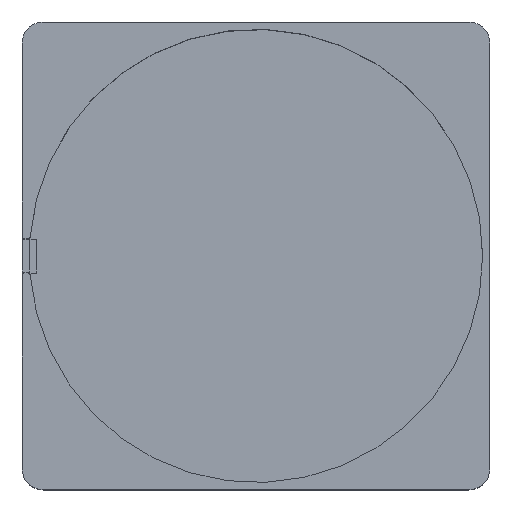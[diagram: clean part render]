
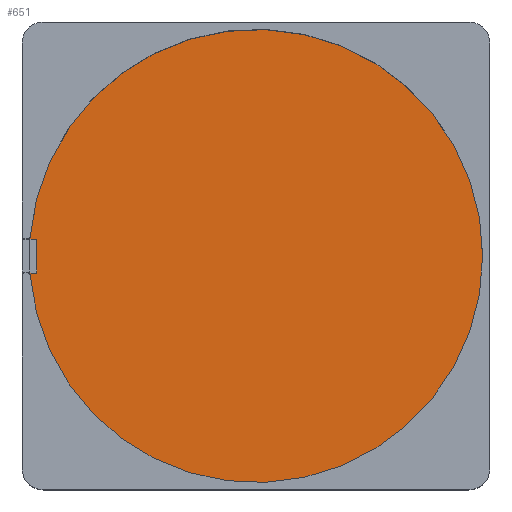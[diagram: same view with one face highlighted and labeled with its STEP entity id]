
A CAD part, top view. The second image highlights one B-rep face of the part: STEP entity #651.
In plain terms, the highlighted planar face has unit normal (0, 0, 1).
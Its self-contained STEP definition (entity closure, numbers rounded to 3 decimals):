
#355 = VERTEX_POINT('',#356);
#356 = CARTESIAN_POINT('',(-53.95,-4.,0.6));
#364 = EDGE_CURVE('',#365,#355,#367,.T.);
#365 = VERTEX_POINT('',#366);
#366 = CARTESIAN_POINT('',(-53.35,-4.,0.6));
#367 = LINE('',#368,#369);
#368 = CARTESIAN_POINT('',(-51.706,-4.,0.6));
#369 = VECTOR('',#370,1.);
#370 = DIRECTION('',(-1.,0.,0.));
#373 = VERTEX_POINT('',#374);
#374 = CARTESIAN_POINT('',(-53.35,4.,0.6));
#381 = EDGE_CURVE('',#382,#373,#384,.T.);
#382 = VERTEX_POINT('',#383);
#383 = CARTESIAN_POINT('',(-53.95,4.,0.6));
#384 = LINE('',#385,#386);
#385 = CARTESIAN_POINT('',(-67.014,4.,0.6));
#386 = VECTOR('',#387,1.);
#387 = DIRECTION('',(1.,0.,0.));
#499 = EDGE_CURVE('',#355,#500,#502,.T.);
#500 = VERTEX_POINT('',#501);
#501 = CARTESIAN_POINT('',(-53.302,-4.594,0.6));
#502 = CIRCLE('',#503,0.65);
#503 = AXIS2_PLACEMENT_3D('',#504,#505,#506);
#504 = CARTESIAN_POINT('',(-53.95,-4.65,0.6));
#505 = DIRECTION('',(-0.,-0.,-1.));
#506 = DIRECTION('',(0.,-1.,0.));
#541 = EDGE_CURVE('',#500,#542,#544,.T.);
#542 = VERTEX_POINT('',#543);
#543 = CARTESIAN_POINT('',(53.5,0.,0.6));
#544 = CIRCLE('',#545,53.5);
#545 = AXIS2_PLACEMENT_3D('',#546,#547,#548);
#546 = CARTESIAN_POINT('',(0.,0.,0.6));
#547 = DIRECTION('',(0.,0.,1.));
#548 = DIRECTION('',(1.,0.,0.));
#585 = EDGE_CURVE('',#542,#586,#588,.T.);
#586 = VERTEX_POINT('',#587);
#587 = CARTESIAN_POINT('',(-53.302,4.594,0.6));
#588 = CIRCLE('',#589,53.5);
#589 = AXIS2_PLACEMENT_3D('',#590,#591,#592);
#590 = CARTESIAN_POINT('',(0.,0.,0.6));
#591 = DIRECTION('',(0.,0.,1.));
#592 = DIRECTION('',(1.,0.,0.));
#620 = EDGE_CURVE('',#382,#586,#621,.T.);
#621 = CIRCLE('',#622,0.65);
#622 = AXIS2_PLACEMENT_3D('',#623,#624,#625);
#623 = CARTESIAN_POINT('',(-53.95,4.65,0.6));
#624 = DIRECTION('',(-0.,0.,1.));
#625 = DIRECTION('',(0.,-1.,0.));
#651 = ADVANCED_FACE('',(#652),#682,.T.);
#652 = FACE_BOUND('',#653,.T.);
#653 = EDGE_LOOP('',(#654,#655,#656,#657,#658,#666,#674,#680,#681));
#654 = ORIENTED_EDGE('',*,*,#541,.T.);
#655 = ORIENTED_EDGE('',*,*,#585,.T.);
#656 = ORIENTED_EDGE('',*,*,#620,.F.);
#657 = ORIENTED_EDGE('',*,*,#381,.T.);
#658 = ORIENTED_EDGE('',*,*,#659,.T.);
#659 = EDGE_CURVE('',#373,#660,#662,.T.);
#660 = VERTEX_POINT('',#661);
#661 = CARTESIAN_POINT('',(-51.706,4.,0.6));
#662 = LINE('',#663,#664);
#663 = CARTESIAN_POINT('',(-67.014,4.,0.6));
#664 = VECTOR('',#665,1.);
#665 = DIRECTION('',(1.,0.,0.));
#666 = ORIENTED_EDGE('',*,*,#667,.T.);
#667 = EDGE_CURVE('',#660,#668,#670,.T.);
#668 = VERTEX_POINT('',#669);
#669 = CARTESIAN_POINT('',(-51.706,-4.,0.6));
#670 = LINE('',#671,#672);
#671 = CARTESIAN_POINT('',(-51.706,4.,0.6));
#672 = VECTOR('',#673,1.);
#673 = DIRECTION('',(0.,-1.,0.));
#674 = ORIENTED_EDGE('',*,*,#675,.T.);
#675 = EDGE_CURVE('',#668,#365,#676,.T.);
#676 = LINE('',#677,#678);
#677 = CARTESIAN_POINT('',(-51.706,-4.,0.6));
#678 = VECTOR('',#679,1.);
#679 = DIRECTION('',(-1.,0.,0.));
#680 = ORIENTED_EDGE('',*,*,#364,.T.);
#681 = ORIENTED_EDGE('',*,*,#499,.T.);
#682 = PLANE('',#683);
#683 = AXIS2_PLACEMENT_3D('',#684,#685,#686);
#684 = CARTESIAN_POINT('',(0.,0.,0.6));
#685 = DIRECTION('',(0.,0.,1.));
#686 = DIRECTION('',(1.,0.,0.));
